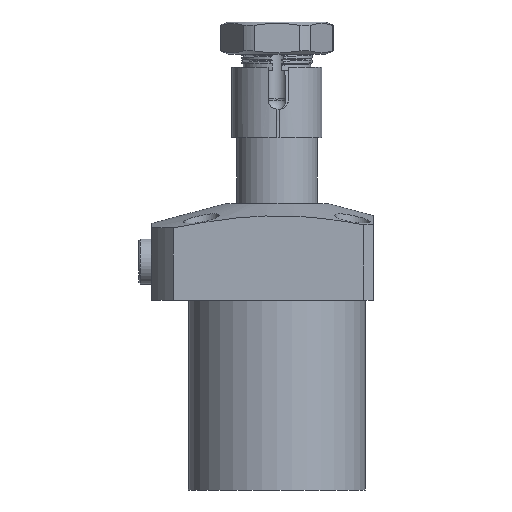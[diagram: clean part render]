
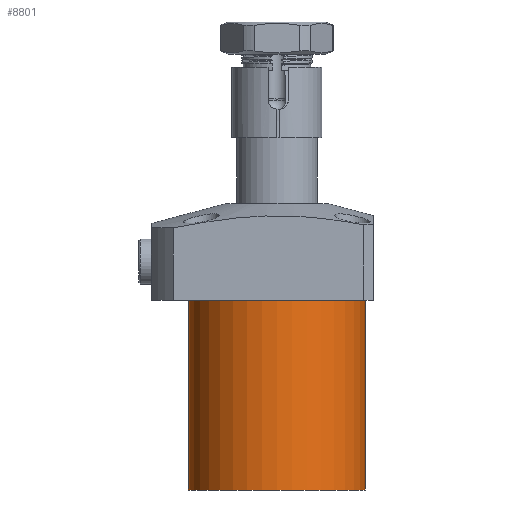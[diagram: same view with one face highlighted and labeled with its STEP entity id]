
A CAD part, front view. The second image highlights one B-rep face of the part: STEP entity #8801.
In plain terms, the highlighted cylindrical face has radius 27.5 mm (diameter 55 mm), a partial arc.
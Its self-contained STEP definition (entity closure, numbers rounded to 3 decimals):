
#906 = EDGE_CURVE ( 'NONE', #3013, #2012, #5723, .T. ) ;
#1712 = CYLINDRICAL_SURFACE ( 'NONE', #11930, 27.5 ) ;
#2012 = VERTEX_POINT ( 'NONE', #6161 ) ;
#2093 = VERTEX_POINT ( 'NONE', #16067 ) ;
#3013 = VERTEX_POINT ( 'NONE', #15191 ) ;
#3032 = DIRECTION ( 'NONE',  ( 0., 0., 1. ) ) ;
#3171 = ORIENTED_EDGE ( 'NONE', *, *, #14584, .T. ) ;
#3192 = AXIS2_PLACEMENT_3D ( 'NONE', #13883, #11281, #6347 ) ;
#3413 = VECTOR ( 'NONE', #3032, 1000. ) ;
#3414 = DIRECTION ( 'NONE',  ( -1., 0., 0. ) ) ;
#5037 = ORIENTED_EDGE ( 'NONE', *, *, #7035, .F. ) ;
#5059 = CIRCLE ( 'NONE', #15031, 27.5 ) ;
#5149 = DIRECTION ( 'NONE',  ( 0., 0., 1. ) ) ;
#5354 = VERTEX_POINT ( 'NONE', #11481 ) ;
#5723 = LINE ( 'NONE', #13886, #6308 ) ;
#5986 = DIRECTION ( 'NONE',  ( 1., 0., 0. ) ) ;
#6161 = CARTESIAN_POINT ( 'NONE',  ( -27.5, 0., 0. ) ) ;
#6308 = VECTOR ( 'NONE', #5149, 1000. ) ;
#6347 = DIRECTION ( 'NONE',  ( 1., 0., 0. ) ) ;
#7035 = EDGE_CURVE ( 'NONE', #2093, #3013, #5059, .T. ) ;
#8349 = CIRCLE ( 'NONE', #3192, 27.5 ) ;
#8363 = CARTESIAN_POINT ( 'NONE',  ( 0., 0., -59. ) ) ;
#8801 = ADVANCED_FACE ( 'NONE', ( #12598 ), #1712, .T. ) ;
#9629 = DIRECTION ( 'NONE',  ( 0., 0., -1. ) ) ;
#9709 = EDGE_CURVE ( 'NONE', #5354, #2012, #8349, .T. ) ;
#11026 = ORIENTED_EDGE ( 'NONE', *, *, #9709, .T. ) ;
#11069 = DIRECTION ( 'NONE',  ( 0., 0., 1. ) ) ;
#11281 = DIRECTION ( 'NONE',  ( 0., 0., -1. ) ) ;
#11481 = CARTESIAN_POINT ( 'NONE',  ( 27.5, 0., 0. ) ) ;
#11889 = ORIENTED_EDGE ( 'NONE', *, *, #906, .F. ) ;
#11930 = AXIS2_PLACEMENT_3D ( 'NONE', #14718, #11069, #5986 ) ;
#11952 = CARTESIAN_POINT ( 'NONE',  ( 27.5, 0., -59. ) ) ;
#12598 = FACE_OUTER_BOUND ( 'NONE', #13169, .T. ) ;
#13169 = EDGE_LOOP ( 'NONE', ( #11889, #5037, #3171, #11026 ) ) ;
#13883 = CARTESIAN_POINT ( 'NONE',  ( 0., 0., 0. ) ) ;
#13886 = CARTESIAN_POINT ( 'NONE',  ( -27.5, 0., -59. ) ) ;
#14490 = LINE ( 'NONE', #11952, #3413 ) ;
#14584 = EDGE_CURVE ( 'NONE', #2093, #5354, #14490, .T. ) ;
#14718 = CARTESIAN_POINT ( 'NONE',  ( 0., 0., -59. ) ) ;
#15031 = AXIS2_PLACEMENT_3D ( 'NONE', #8363, #9629, #3414 ) ;
#15191 = CARTESIAN_POINT ( 'NONE',  ( -27.5, 0., -59. ) ) ;
#16067 = CARTESIAN_POINT ( 'NONE',  ( 27.5, 0., -59. ) ) ;
